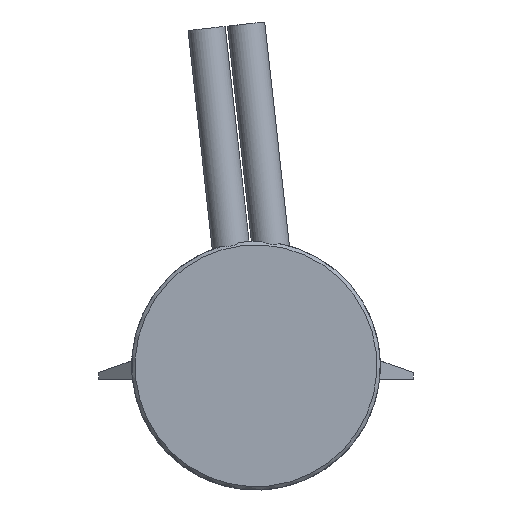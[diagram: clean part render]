
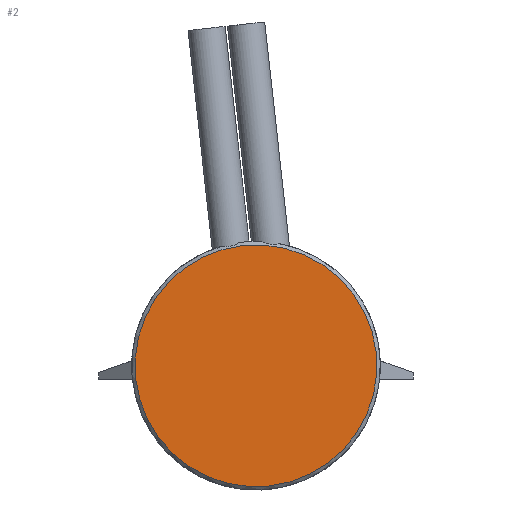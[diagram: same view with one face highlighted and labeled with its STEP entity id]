
A CAD part, front view. The second image highlights one B-rep face of the part: STEP entity #2.
In plain terms, the highlighted planar face has unit normal (0, -1, 0).
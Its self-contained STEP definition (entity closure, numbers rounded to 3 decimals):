
#2 = ADVANCED_FACE ( 'NONE', ( #19 ), #1253, .F. ) ;
#9 = DIRECTION ( 'NONE',  ( 0., 1., 0. ) ) ;
#19 = FACE_OUTER_BOUND ( 'NONE', #33, .T. ) ;
#33 = EDGE_LOOP ( 'NONE', ( #1609 ) ) ;
#164 = DIRECTION ( 'NONE',  ( 0., 0., 1. ) ) ;
#570 = CARTESIAN_POINT ( 'NONE',  ( 0., -94.78, 0. ) ) ;
#577 = CARTESIAN_POINT ( 'NONE',  ( 0., -94.78, 17.75 ) ) ;
#578 = CIRCLE ( 'NONE', #2094, 17.75 ) ;
#652 = VERTEX_POINT ( 'NONE', #577 ) ;
#786 = AXIS2_PLACEMENT_3D ( 'NONE', #1850, #9, #1457 ) ;
#1243 = EDGE_CURVE ( 'NONE', #652, #652, #578, .T. ) ;
#1253 = PLANE ( 'NONE',  #786 ) ;
#1457 = DIRECTION ( 'NONE',  ( 0., 0., 1. ) ) ;
#1609 = ORIENTED_EDGE ( 'NONE', *, *, #1243, .T. ) ;
#1779 = DIRECTION ( 'NONE',  ( 0., -1., 0. ) ) ;
#1850 = CARTESIAN_POINT ( 'NONE',  ( 0., -94.78, 0. ) ) ;
#2094 = AXIS2_PLACEMENT_3D ( 'NONE', #570, #1779, #164 ) ;
